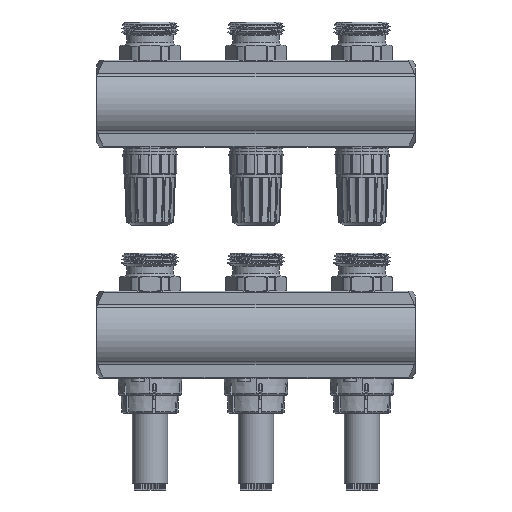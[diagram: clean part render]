
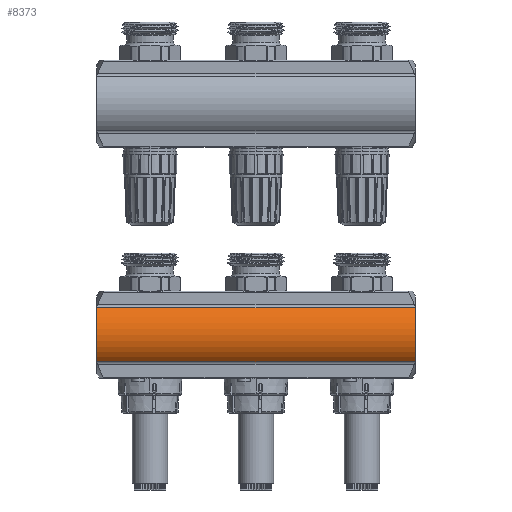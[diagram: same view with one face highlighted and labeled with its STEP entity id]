
A CAD part, front view. The second image highlights one B-rep face of the part: STEP entity #8373.
In plain terms, the highlighted cylindrical face has radius 18.25 mm (diameter 36.5 mm), a partial arc.
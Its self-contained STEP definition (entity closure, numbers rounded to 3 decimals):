
#11=CARTESIAN_POINT('',(-75.,0.,0.));
#12=DIRECTION('',(1.,0.,0.));
#13=DIRECTION('',(0.,-0.716,0.698));
#14=AXIS2_PLACEMENT_3D('',#11,#12,#13);
#16=CARTESIAN_POINT('',(-75.,0.,0.));
#17=DIRECTION('',(1.,0.,0.));
#18=DIRECTION('',(0.,-1.,0.));
#19=AXIS2_PLACEMENT_3D('',#16,#17,#18);
#157=DIRECTION('',(-1.,0.,0.));
#158=VECTOR('',#157,150.);
#159=CARTESIAN_POINT('',(75.,-13.068,12.739));
#160=LINE('',#159,#158);
#200=CARTESIAN_POINT('',(75.,0.,0.));
#201=DIRECTION('',(-1.,0.,0.));
#202=DIRECTION('',(0.,-0.716,-0.698));
#203=AXIS2_PLACEMENT_3D('',#200,#201,#202);
#205=CARTESIAN_POINT('',(75.,0.,0.));
#206=DIRECTION('',(-1.,0.,0.));
#207=DIRECTION('',(0.,-1.,0.));
#208=AXIS2_PLACEMENT_3D('',#205,#206,#207);
#1341=DIRECTION('',(-1.,0.,0.));
#1342=VECTOR('',#1341,150.);
#1343=CARTESIAN_POINT('',(75.,-13.068,-12.739));
#1344=LINE('',#1343,#1342);
#6656=CARTESIAN_POINT('',(-75.,-13.068,12.739));
#6657=VERTEX_POINT('',#6656);
#6658=CARTESIAN_POINT('',(-75.,-18.25,0.));
#6659=VERTEX_POINT('',#6658);
#6660=CARTESIAN_POINT('',(-75.,-13.068,-12.739));
#6661=VERTEX_POINT('',#6660);
#6696=CARTESIAN_POINT('',(75.,-13.068,12.739));
#6697=VERTEX_POINT('',#6696);
#6706=CARTESIAN_POINT('',(75.,-13.068,-12.739));
#6707=VERTEX_POINT('',#6706);
#6708=CARTESIAN_POINT('',(75.,-18.25,0.));
#6709=VERTEX_POINT('',#6708);
#8360=CARTESIAN_POINT('',(-75.,0.,0.));
#8361=DIRECTION('',(1.,0.,0.));
#8362=DIRECTION('',(0.,-1.,0.));
#8363=AXIS2_PLACEMENT_3D('',#8360,#8361,#8362);
#8364=CYLINDRICAL_SURFACE('',#8363,18.25);
#8365=ORIENTED_EDGE('',*,*,#8239,.T.);
#8366=ORIENTED_EDGE('',*,*,#7415,.F.);
#8367=ORIENTED_EDGE('',*,*,#7413,.F.);
#8368=ORIENTED_EDGE('',*,*,#7514,.F.);
#8369=ORIENTED_EDGE('',*,*,#7542,.F.);
#8370=ORIENTED_EDGE('',*,*,#7540,.F.);
#8371=EDGE_LOOP('',(#8365,#8366,#8367,#8368,#8369,#8370));
#8372=FACE_OUTER_BOUND('',#8371,.F.);
#8373=ADVANCED_FACE('',(#8372),#8364,.T.);
#15=CIRCLE('',#14,18.25);
#20=CIRCLE('',#19,18.25);
#204=CIRCLE('',#203,18.25);
#209=CIRCLE('',#208,18.25);
#7413=EDGE_CURVE('',#6657,#6659,#15,.T.);
#7415=EDGE_CURVE('',#6659,#6661,#20,.T.);
#7514=EDGE_CURVE('',#6697,#6657,#160,.T.);
#7540=EDGE_CURVE('',#6707,#6709,#204,.T.);
#7542=EDGE_CURVE('',#6709,#6697,#209,.T.);
#8239=EDGE_CURVE('',#6707,#6661,#1344,.T.);
